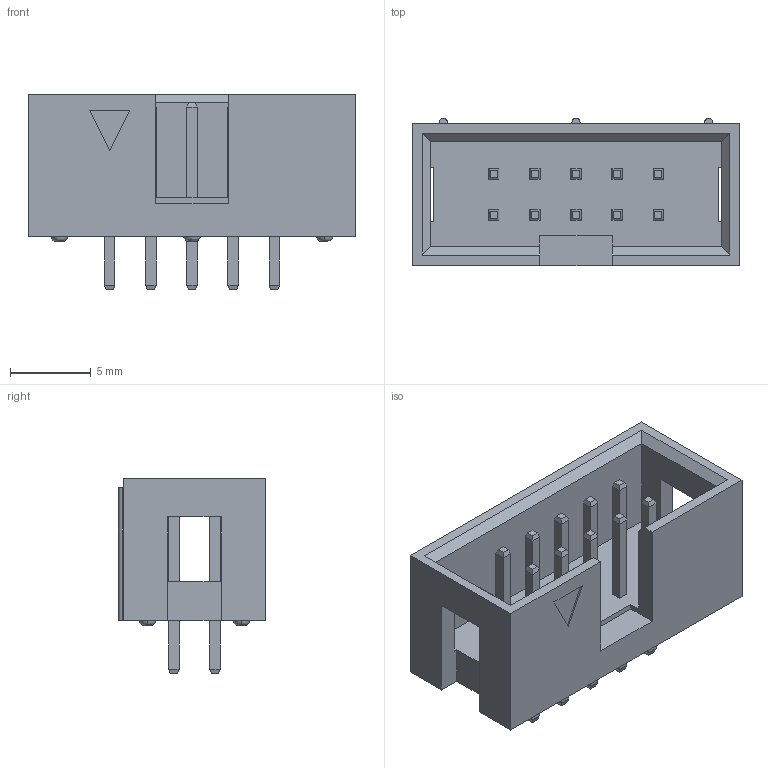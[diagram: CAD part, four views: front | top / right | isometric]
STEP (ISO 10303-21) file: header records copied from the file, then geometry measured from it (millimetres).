
FILE_DESCRIPTION(('STEP AP214'),'1');
FILE_NAME('sbh11-pbpc-d05-st-bk.stp','2025-01-02T18:22:28',('TraceParts'),('TraceParts S.A.'),'Spatial InterOp 3D',' ',' ');
FILE_SCHEMA(('AUTOMOTIVE_DESIGN { 1 0 10303 214 1 1 1 1 }'));
Length unit declared in the file: millimetre
Products named in the file (1): sbh11-pbpc-d05-st-bk
Bounding box: 20.2 x 9.1 x 12.1 mm (x, y, z)
Volume: 764 mm3; surface area: 1346.3 mm2
Topology: 1 solids, 1 shells, 286 faces, 660 edges, 399 vertices
Faces by surface type: plane 268, torus 8, cylinder 6, bspline 4
Entity records: 7886 total; most frequent: CARTESIAN_POINT 1435, ORIENTED_EDGE 1320, DIRECTION 1265, EDGE_CURVE 660, LINE 611, VECTOR 611, VERTEX_POINT 399, AXIS2_PLACEMENT_3D 327
